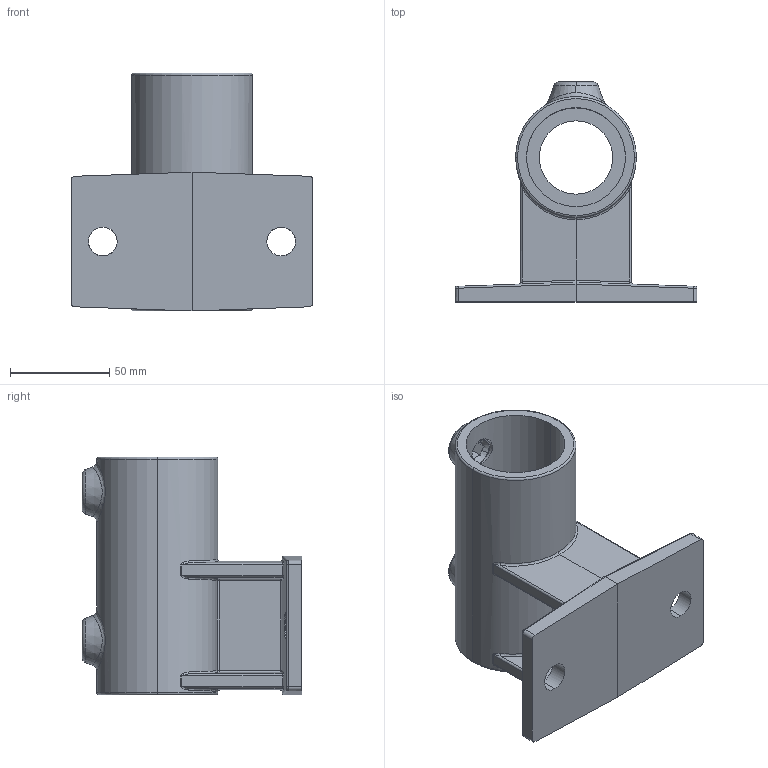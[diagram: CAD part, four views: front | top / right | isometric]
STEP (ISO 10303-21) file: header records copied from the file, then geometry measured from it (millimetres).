
FILE_DESCRIPTION (( 'STEP AP203' ), '1' );
FILE_NAME ('T14500.STEP', '2018-05-23T10:46:11', ( '' ), ( '' ), 'SwSTEP 2.0', 'SolidWorks 2016', '' );
FILE_SCHEMA (( 'CONFIG_CONTROL_DESIGN' ));
Length unit declared in the file: millimetre
Products named in the file (3): T14500; T19300
Assembly tree (3 placements, depth 2):
  T14500
    T14500
    T19300  x2
Bounding box: 122 x 111 x 120 mm (x, y, z)
Volume: 240380.8 mm3; surface area: 78326.1 mm2
Topology: 3 solids, 3 shells, 175 faces, 401 edges, 236 vertices
Faces by surface type: cylinder 60, plane 45, bspline 32, cone 20, torus 10, sphere 8
Entity records: 6986 total; most frequent: CARTESIAN_POINT 3406, ORIENTED_EDGE 714, DIRECTION 649, EDGE_CURVE 357, AXIS2_PLACEMENT_3D 259, VERTEX_POINT 208, EDGE_LOOP 173, FACE_OUTER_BOUND 157
